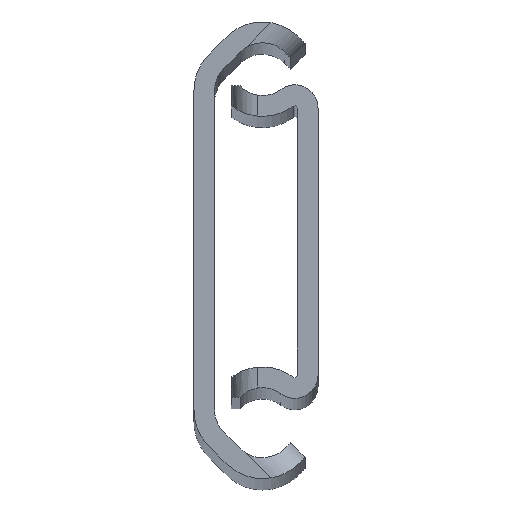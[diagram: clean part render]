
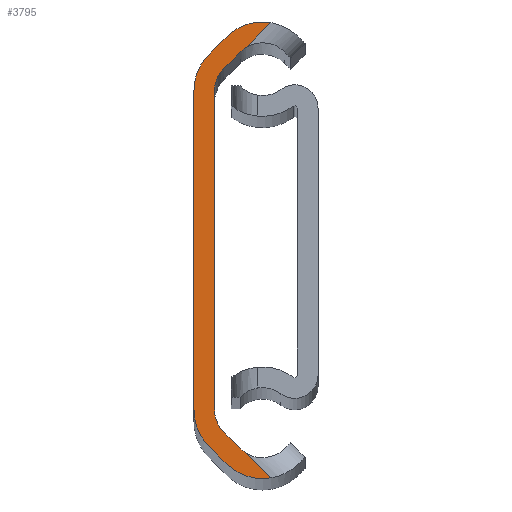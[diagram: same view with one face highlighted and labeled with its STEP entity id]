
A CAD part, top view. The second image highlights one B-rep face of the part: STEP entity #3795.
In plain terms, the highlighted planar face has unit normal (0, 0, 1).
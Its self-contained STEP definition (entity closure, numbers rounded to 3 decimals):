
#79 = ORIENTED_EDGE ( 'NONE', *, *, #4451, .T. ) ;
#83 = CARTESIAN_POINT ( 'NONE',  ( 5.3, 13.67, 0. ) ) ;
#107 = AXIS2_PLACEMENT_3D ( 'NONE', #3971, #3631, #1809 ) ;
#121 = DIRECTION ( 'NONE',  ( 1., 0., 0. ) ) ;
#167 = LINE ( 'NONE', #3421, #4723 ) ;
#190 = AXIS2_PLACEMENT_3D ( 'NONE', #1559, #3376, #1607 ) ;
#228 = LINE ( 'NONE', #1698, #959 ) ;
#271 = PLANE ( 'NONE',  #107 ) ;
#279 = CARTESIAN_POINT ( 'NONE',  ( 3.617, 15.353, 0. ) ) ;
#287 = DIRECTION ( 'NONE',  ( 0., 1., 0. ) ) ;
#321 = CARTESIAN_POINT ( 'NONE',  ( 2.486, 16.484, 0. ) ) ;
#324 = CARTESIAN_POINT ( 'NONE',  ( 2.303, -14.039, 0. ) ) ;
#366 = EDGE_CURVE ( 'NONE', #3758, #2386, #3024, .T. ) ;
#379 = EDGE_LOOP ( 'NONE', ( #1465, #517, #2494, #2412, #1043, #4568, #2473, #3153, #882, #3374, #1212, #79, #4020, #1427, #1478, #4006 ) ) ;
#491 = AXIS2_PLACEMENT_3D ( 'NONE', #3245, #1086, #656 ) ;
#517 = ORIENTED_EDGE ( 'NONE', *, *, #1483, .T. ) ;
#656 = DIRECTION ( 'NONE',  ( 1., 0., 0. ) ) ;
#735 = DIRECTION ( 'NONE',  ( 0.707, 0.707, 0. ) ) ;
#830 = CIRCLE ( 'NONE', #2437, 2.38 ) ;
#882 = ORIENTED_EDGE ( 'NONE', *, *, #1335, .T. ) ;
#896 = DIRECTION ( 'NONE',  ( -0.707, 0.707, 0. ) ) ;
#921 = CARTESIAN_POINT ( 'NONE',  ( 3.617, -15.353, 0. ) ) ;
#959 = VECTOR ( 'NONE', #4583, 1000. ) ;
#987 = EDGE_CURVE ( 'NONE', #2033, #2661, #228, .T. ) ;
#995 = CARTESIAN_POINT ( 'NONE',  ( 5.955, 17.596, 0. ) ) ;
#1006 = VECTOR ( 'NONE', #287, 1000. ) ;
#1030 = CIRCLE ( 'NONE', #1252, 2.4 ) ;
#1032 = CARTESIAN_POINT ( 'NONE',  ( 1.6, 0., 0. ) ) ;
#1043 = ORIENTED_EDGE ( 'NONE', *, *, #1893, .T. ) ;
#1055 = LINE ( 'NONE', #1032, #1006 ) ;
#1086 = DIRECTION ( 'NONE',  ( 0., 0., 1. ) ) ;
#1096 = CIRCLE ( 'NONE', #4141, 2.4 ) ;
#1116 = CARTESIAN_POINT ( 'NONE',  ( -9.991, 1.65, 0. ) ) ;
#1212 = ORIENTED_EDGE ( 'NONE', *, *, #3778, .T. ) ;
#1242 = AXIS2_PLACEMENT_3D ( 'NONE', #83, #1886, #3977 ) ;
#1252 = AXIS2_PLACEMENT_3D ( 'NONE', #4595, #1971, #121 ) ;
#1298 = CIRCLE ( 'NONE', #1682, 4. ) ;
#1335 = EDGE_CURVE ( 'NONE', #2661, #2257, #1401, .T. ) ;
#1398 = EDGE_CURVE ( 'NONE', #3705, #4126, #2525, .T. ) ;
#1401 = CIRCLE ( 'NONE', #1242, 2.38 ) ;
#1427 = ORIENTED_EDGE ( 'NONE', *, *, #1398, .T. ) ;
#1465 = ORIENTED_EDGE ( 'NONE', *, *, #366, .T. ) ;
#1478 = ORIENTED_EDGE ( 'NONE', *, *, #3185, .T. ) ;
#1483 = EDGE_CURVE ( 'NONE', #2386, #2862, #4549, .T. ) ;
#1559 = CARTESIAN_POINT ( 'NONE',  ( 5.3, -13.67, 0. ) ) ;
#1565 = CARTESIAN_POINT ( 'NONE',  ( 1.6, -12.342, 0. ) ) ;
#1601 = VERTEX_POINT ( 'NONE', #995 ) ;
#1607 = DIRECTION ( 'NONE',  ( 1., 0., 0. ) ) ;
#1633 = CARTESIAN_POINT ( 'NONE',  ( 5.3, -13.67, 0. ) ) ;
#1682 = AXIS2_PLACEMENT_3D ( 'NONE', #2933, #3317, #4387 ) ;
#1694 = EDGE_CURVE ( 'NONE', #2594, #3758, #3679, .T. ) ;
#1698 = CARTESIAN_POINT ( 'NONE',  ( 2.303, 14.039, 0. ) ) ;
#1784 = CARTESIAN_POINT ( 'NONE',  ( 2.486, -16.484, 0. ) ) ;
#1793 = LINE ( 'NONE', #1116, #3049 ) ;
#1809 = DIRECTION ( 'NONE',  ( 1., 0., 0. ) ) ;
#1812 = VERTEX_POINT ( 'NONE', #1565 ) ;
#1886 = DIRECTION ( 'NONE',  ( 0., 0., -1. ) ) ;
#1893 = EDGE_CURVE ( 'NONE', #2652, #1812, #1096, .T. ) ;
#1895 = CARTESIAN_POINT ( 'NONE',  ( 2.303, 14.039, 0. ) ) ;
#1918 = AXIS2_PLACEMENT_3D ( 'NONE', #3521, #2796, #2722 ) ;
#1935 = CARTESIAN_POINT ( 'NONE',  ( 2.35, -13.991, 0. ) ) ;
#1971 = DIRECTION ( 'NONE',  ( 0., 0., -1. ) ) ;
#2033 = VERTEX_POINT ( 'NONE', #1895 ) ;
#2110 = DIRECTION ( 'NONE',  ( -0.707, 0.707, 0. ) ) ;
#2257 = VERTEX_POINT ( 'NONE', #2577 ) ;
#2276 = EDGE_CURVE ( 'NONE', #1812, #4243, #1055, .T. ) ;
#2346 = DIRECTION ( 'NONE',  ( 1., 0., 0. ) ) ;
#2370 = CIRCLE ( 'NONE', #1918, 4. ) ;
#2386 = VERTEX_POINT ( 'NONE', #2939 ) ;
#2412 = ORIENTED_EDGE ( 'NONE', *, *, #4519, .T. ) ;
#2437 = AXIS2_PLACEMENT_3D ( 'NONE', #1633, #3065, #2346 ) ;
#2473 = ORIENTED_EDGE ( 'NONE', *, *, #4014, .T. ) ;
#2494 = ORIENTED_EDGE ( 'NONE', *, *, #4546, .T. ) ;
#2525 = LINE ( 'NONE', #2955, #2697 ) ;
#2577 = CARTESIAN_POINT ( 'NONE',  ( 4.061, 15.702, 0. ) ) ;
#2585 = DIRECTION ( 'NONE',  ( 0.707, -0.707, 0. ) ) ;
#2594 = VERTEX_POINT ( 'NONE', #3435 ) ;
#2652 = VERTEX_POINT ( 'NONE', #324 ) ;
#2661 = VERTEX_POINT ( 'NONE', #279 ) ;
#2697 = VECTOR ( 'NONE', #4001, 1000. ) ;
#2722 = DIRECTION ( 'NONE',  ( 1., 0., 0. ) ) ;
#2796 = DIRECTION ( 'NONE',  ( 0., 0., 1. ) ) ;
#2862 = VERTEX_POINT ( 'NONE', #3713 ) ;
#2914 = EDGE_CURVE ( 'NONE', #4027, #3705, #1298, .T. ) ;
#2933 = CARTESIAN_POINT ( 'NONE',  ( 4., 12.342, 0. ) ) ;
#2939 = CARTESIAN_POINT ( 'NONE',  ( 5.955, -17.596, 0. ) ) ;
#2947 = VERTEX_POINT ( 'NONE', #921 ) ;
#2955 = CARTESIAN_POINT ( 'NONE',  ( 0., 0., 0. ) ) ;
#3024 = CIRCLE ( 'NONE', #190, 3.98 ) ;
#3047 = CARTESIAN_POINT ( 'NONE',  ( 4., -12.342, 0. ) ) ;
#3049 = VECTOR ( 'NONE', #735, 1000. ) ;
#3065 = DIRECTION ( 'NONE',  ( 0., 0., -1. ) ) ;
#3073 = DIRECTION ( 'NONE',  ( 1., 0., 0. ) ) ;
#3095 = CARTESIAN_POINT ( 'NONE',  ( 0., -12.342, 0. ) ) ;
#3153 = ORIENTED_EDGE ( 'NONE', *, *, #987, .T. ) ;
#3185 = EDGE_CURVE ( 'NONE', #4126, #2594, #2370, .T. ) ;
#3245 = CARTESIAN_POINT ( 'NONE',  ( 5.3, 13.67, 0. ) ) ;
#3311 = VECTOR ( 'NONE', #2585, 1000. ) ;
#3317 = DIRECTION ( 'NONE',  ( 0., 0., 1. ) ) ;
#3336 = VERTEX_POINT ( 'NONE', #321 ) ;
#3356 = DIRECTION ( 'NONE',  ( 0., 0., -1. ) ) ;
#3374 = ORIENTED_EDGE ( 'NONE', *, *, #4634, .T. ) ;
#3376 = DIRECTION ( 'NONE',  ( 0., 0., 1. ) ) ;
#3403 = CARTESIAN_POINT ( 'NONE',  ( 1.172, 15.17, 0. ) ) ;
#3421 = CARTESIAN_POINT ( 'NONE',  ( 2.303, -14.039, 0. ) ) ;
#3435 = CARTESIAN_POINT ( 'NONE',  ( 1.172, -15.17, 0. ) ) ;
#3521 = CARTESIAN_POINT ( 'NONE',  ( 4., -12.342, 0. ) ) ;
#3524 = LINE ( 'NONE', #3403, #3572 ) ;
#3541 = CARTESIAN_POINT ( 'NONE',  ( 0., 12.342, 0. ) ) ;
#3572 = VECTOR ( 'NONE', #4510, 1000. ) ;
#3631 = DIRECTION ( 'NONE',  ( 0., 0., 1. ) ) ;
#3679 = LINE ( 'NONE', #4380, #3311 ) ;
#3705 = VERTEX_POINT ( 'NONE', #3541 ) ;
#3713 = CARTESIAN_POINT ( 'NONE',  ( 4.061, -15.702, 0. ) ) ;
#3758 = VERTEX_POINT ( 'NONE', #1784 ) ;
#3778 = EDGE_CURVE ( 'NONE', #1601, #3336, #3846, .T. ) ;
#3795 = ADVANCED_FACE ( 'NONE', ( #4693 ), #271, .T. ) ;
#3846 = CIRCLE ( 'NONE', #491, 3.98 ) ;
#3971 = CARTESIAN_POINT ( 'NONE',  ( 4., -12.342, 0. ) ) ;
#3977 = DIRECTION ( 'NONE',  ( 1., 0., 0. ) ) ;
#4001 = DIRECTION ( 'NONE',  ( 0., -1., 0. ) ) ;
#4006 = ORIENTED_EDGE ( 'NONE', *, *, #1694, .T. ) ;
#4014 = EDGE_CURVE ( 'NONE', #4243, #2033, #1030, .T. ) ;
#4020 = ORIENTED_EDGE ( 'NONE', *, *, #2914, .T. ) ;
#4027 = VERTEX_POINT ( 'NONE', #4514 ) ;
#4126 = VERTEX_POINT ( 'NONE', #3095 ) ;
#4141 = AXIS2_PLACEMENT_3D ( 'NONE', #3047, #3356, #3073 ) ;
#4243 = VERTEX_POINT ( 'NONE', #4709 ) ;
#4380 = CARTESIAN_POINT ( 'NONE',  ( 1.172, -15.17, 0. ) ) ;
#4387 = DIRECTION ( 'NONE',  ( 1., 0., 0. ) ) ;
#4451 = EDGE_CURVE ( 'NONE', #3336, #4027, #3524, .T. ) ;
#4510 = DIRECTION ( 'NONE',  ( -0.707, -0.707, 0. ) ) ;
#4514 = CARTESIAN_POINT ( 'NONE',  ( 1.172, 15.17, 0. ) ) ;
#4519 = EDGE_CURVE ( 'NONE', #2947, #2652, #167, .T. ) ;
#4546 = EDGE_CURVE ( 'NONE', #2862, #2947, #830, .T. ) ;
#4549 = LINE ( 'NONE', #1935, #4600 ) ;
#4568 = ORIENTED_EDGE ( 'NONE', *, *, #2276, .T. ) ;
#4583 = DIRECTION ( 'NONE',  ( 0.707, 0.707, 0. ) ) ;
#4595 = CARTESIAN_POINT ( 'NONE',  ( 4., 12.342, 0. ) ) ;
#4600 = VECTOR ( 'NONE', #896, 1000. ) ;
#4634 = EDGE_CURVE ( 'NONE', #2257, #1601, #1793, .T. ) ;
#4693 = FACE_OUTER_BOUND ( 'NONE', #379, .T. ) ;
#4709 = CARTESIAN_POINT ( 'NONE',  ( 1.6, 12.342, 0. ) ) ;
#4723 = VECTOR ( 'NONE', #2110, 1000. ) ;
